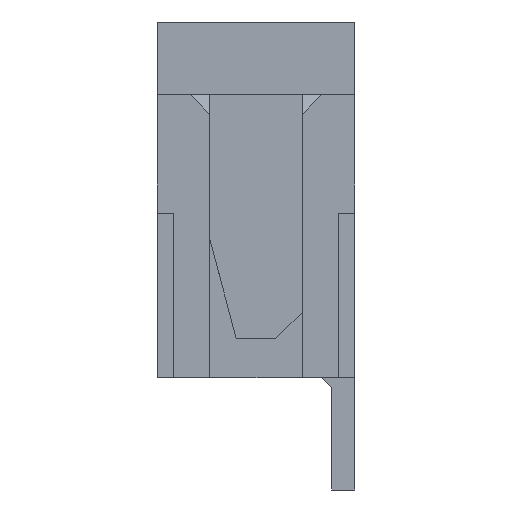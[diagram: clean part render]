
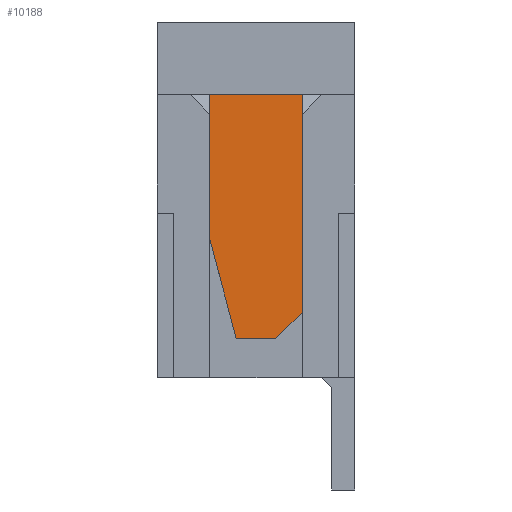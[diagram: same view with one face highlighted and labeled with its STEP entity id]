
A CAD part, left-side view. The second image highlights one B-rep face of the part: STEP entity #10188.
In plain terms, the highlighted planar face has unit normal (-1, 0, 0).
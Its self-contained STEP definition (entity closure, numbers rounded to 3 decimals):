
#2905=ORIENTED_EDGE('',*,*,#4438,.F.);
#2906=ORIENTED_EDGE('',*,*,#4439,.T.);
#2907=ORIENTED_EDGE('',*,*,#4432,.T.);
#2908=ORIENTED_EDGE('',*,*,#4401,.T.);
#2909=ORIENTED_EDGE('',*,*,#4440,.F.);
#2910=ORIENTED_EDGE('',*,*,#4441,.T.);
#4401=EDGE_CURVE('',#5352,#5353,#6743,.T.);
#4432=EDGE_CURVE('',#5374,#5352,#6774,.T.);
#4438=EDGE_CURVE('',#5379,#5380,#6780,.T.);
#4439=EDGE_CURVE('',#5379,#5374,#6781,.T.);
#4440=EDGE_CURVE('',#5381,#5353,#6782,.T.);
#4441=EDGE_CURVE('',#5381,#5380,#6783,.T.);
#5352=VERTEX_POINT('',#15981);
#5353=VERTEX_POINT('',#15982);
#5374=VERTEX_POINT('',#16044);
#5379=VERTEX_POINT('',#16056);
#5380=VERTEX_POINT('',#16057);
#5381=VERTEX_POINT('',#16060);
#6743=LINE('',#15980,#8171);
#6774=LINE('',#16043,#8202);
#6780=LINE('',#16055,#8208);
#6781=LINE('',#16058,#8209);
#6782=LINE('',#16059,#8210);
#6783=LINE('',#16061,#8211);
#8171=VECTOR('',#13110,1000.);
#8202=VECTOR('',#13161,1000.);
#8208=VECTOR('',#13169,1000.);
#8209=VECTOR('',#13170,1000.);
#8210=VECTOR('',#13171,1000.);
#8211=VECTOR('',#13172,1000.);
#8728=EDGE_LOOP('',(#2905,#2906,#2907,#2908,#2909,#2910));
#9220=FACE_BOUND('',#8728,.T.);
#9698=PLANE('',#10771);
#10188=ADVANCED_FACE('',(#9220),#9698,.F.);
#10771=AXIS2_PLACEMENT_3D('',#16054,#13167,#13168);
#13110=DIRECTION('',(0.,1.,0.));
#13161=DIRECTION('',(0.,0.,1.));
#13167=DIRECTION('',(1.,0.,0.));
#13168=DIRECTION('',(0.,0.,-1.));
#13169=DIRECTION('',(0.,1.,0.));
#13170=DIRECTION('',(0.,-0.707,0.707));
#13171=DIRECTION('',(0.,0.,1.));
#13172=DIRECTION('',(0.,-0.258,-0.966));
#15980=CARTESIAN_POINT('',(-10.25,-0.7,-0.55));
#15981=CARTESIAN_POINT('',(-10.25,-0.7,-0.55));
#15982=CARTESIAN_POINT('',(-10.25,0.7,-0.55));
#16043=CARTESIAN_POINT('',(-10.25,-0.7,-4.25));
#16044=CARTESIAN_POINT('',(-10.25,-0.7,-3.85));
#16054=CARTESIAN_POINT('',(-10.25,-0.7,-4.25));
#16055=CARTESIAN_POINT('',(-10.25,-0.7,-4.25));
#16056=CARTESIAN_POINT('',(-10.25,-0.3,-4.25));
#16057=CARTESIAN_POINT('',(-10.25,0.3,-4.25));
#16058=CARTESIAN_POINT('',(-10.25,-0.3,-4.25));
#16059=CARTESIAN_POINT('',(-10.25,0.7,-4.25));
#16060=CARTESIAN_POINT('',(-10.25,0.7,-2.75));
#16061=CARTESIAN_POINT('',(-10.25,0.3,-4.25));
